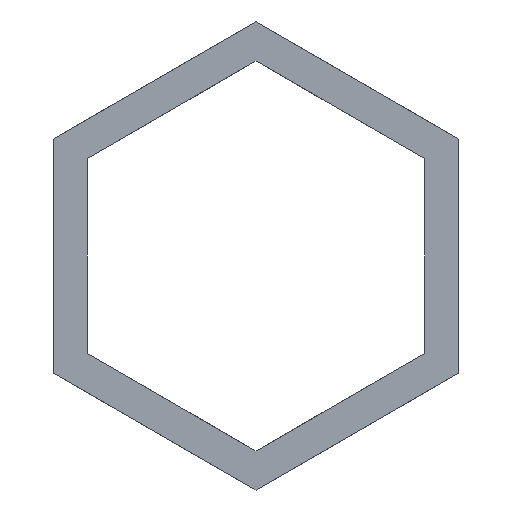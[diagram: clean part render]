
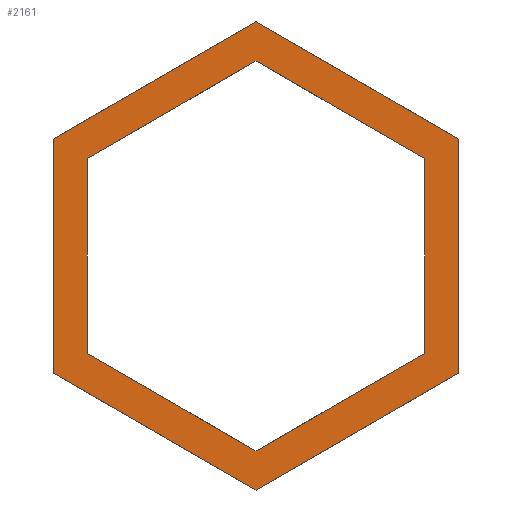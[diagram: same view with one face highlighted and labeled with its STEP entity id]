
A CAD part, left-side view. The second image highlights one B-rep face of the part: STEP entity #2161.
In plain terms, the highlighted planar face has unit normal (-1, 0, 0).
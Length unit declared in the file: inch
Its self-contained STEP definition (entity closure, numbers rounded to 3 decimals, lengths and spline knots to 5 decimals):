
#1432=DIRECTION('',(0.,-0.866,0.5));
#1433=VECTOR('',#1432,0.86614);
#1434=CARTESIAN_POINT('',(-13.61606,0.7501,
0.43307));
#1435=LINE('',#1434,#1433);
#1436=DIRECTION('',(0.,-0.866,-0.5));
#1437=VECTOR('',#1436,0.86614);
#1438=CARTESIAN_POINT('',(-13.61606,0.,
0.86614));
#1439=LINE('',#1438,#1437);
#1440=DIRECTION('',(0.,0.866,-0.5));
#1441=VECTOR('',#1440,0.86614);
#1442=CARTESIAN_POINT('',(-13.61606,-0.7501,
-0.43307));
#1443=LINE('',#1442,#1441);
#1444=DIRECTION('',(0.,0.866,0.5));
#1445=VECTOR('',#1444,0.86614);
#1446=CARTESIAN_POINT('',(-13.61606,0.,
-0.86614));
#1447=LINE('',#1446,#1445);
#1448=DIRECTION('',(0.,-0.866,-0.5));
#1449=VECTOR('',#1448,0.72165);
#1450=CARTESIAN_POINT('',(-13.61606,0.62497,
-0.36083));
#1451=LINE('',#1450,#1449);
#1452=DIRECTION('',(0.,-0.866,0.5));
#1453=VECTOR('',#1452,0.72165);
#1454=CARTESIAN_POINT('',(-13.61606,0.,
-0.72165));
#1455=LINE('',#1454,#1453);
#1456=DIRECTION('',(0.,0.866,0.5));
#1457=VECTOR('',#1456,0.72165);
#1458=CARTESIAN_POINT('',(-13.61606,-0.62497,
0.36083));
#1459=LINE('',#1458,#1457);
#1460=DIRECTION('',(0.,0.866,-0.5));
#1461=VECTOR('',#1460,0.72165);
#1462=CARTESIAN_POINT('',(-13.61606,0.,
0.72165));
#1463=LINE('',#1462,#1461);
#1472=DIRECTION('',(0.,0.,-1.));
#1473=VECTOR('',#1472,0.86614);
#1474=CARTESIAN_POINT('',(-13.61606,0.7501,
0.43307));
#1475=LINE('',#1474,#1473);
#1580=DIRECTION('',(0.,0.,1.));
#1581=VECTOR('',#1580,0.86614);
#1582=CARTESIAN_POINT('',(-13.61606,-0.7501,
-0.43307));
#1583=LINE('',#1582,#1581);
#1704=DIRECTION('',(0.,0.,-1.));
#1705=VECTOR('',#1704,0.72165);
#1706=CARTESIAN_POINT('',(-13.61606,-0.62497,
0.36083));
#1707=LINE('',#1706,#1705);
#1792=DIRECTION('',(0.,0.,1.));
#1793=VECTOR('',#1792,0.72165);
#1794=CARTESIAN_POINT('',(-13.61606,0.62497,
-0.36083));
#1795=LINE('',#1794,#1793);
#1968=CARTESIAN_POINT('',(-13.61606,0.7501,
0.43307));
#1969=CARTESIAN_POINT('',(-13.61606,0.7501,
-0.43307));
#1970=VERTEX_POINT('',#1968);
#1971=VERTEX_POINT('',#1969);
#1972=CARTESIAN_POINT('',(-13.61606,0.,
0.86614));
#1973=VERTEX_POINT('',#1972);
#1974=CARTESIAN_POINT('',(-13.61606,-0.7501,
0.43307));
#1975=VERTEX_POINT('',#1974);
#1976=CARTESIAN_POINT('',(-13.61606,-0.7501,
-0.43307));
#1977=VERTEX_POINT('',#1976);
#1978=CARTESIAN_POINT('',(-13.61606,0.,
-0.86614));
#1979=VERTEX_POINT('',#1978);
#1980=CARTESIAN_POINT('',(-13.61606,0.62497,
-0.36083));
#1981=CARTESIAN_POINT('',(-13.61606,0.,
-0.72165));
#1982=VERTEX_POINT('',#1980);
#1983=VERTEX_POINT('',#1981);
#1984=CARTESIAN_POINT('',(-13.61606,-0.62497,
-0.36083));
#1985=VERTEX_POINT('',#1984);
#1986=CARTESIAN_POINT('',(-13.61606,-0.62497,
0.36083));
#1987=VERTEX_POINT('',#1986);
#1988=CARTESIAN_POINT('',(-13.61606,0.,
0.72165));
#1989=VERTEX_POINT('',#1988);
#1990=CARTESIAN_POINT('',(-13.61606,0.62497,
0.36083));
#1991=VERTEX_POINT('',#1990);
#2128=CARTESIAN_POINT('',(-13.61606,0.,
0.));
#2129=DIRECTION('',(1.,0.,0.));
#2130=DIRECTION('',(0.,0.,1.));
#2131=AXIS2_PLACEMENT_3D('',#2128,#2129,#2130);
#2132=PLANE('',#2131);
#2134=ORIENTED_EDGE('',*,*,#2133,.F.);
#2136=ORIENTED_EDGE('',*,*,#2135,.T.);
#2138=ORIENTED_EDGE('',*,*,#2137,.T.);
#2140=ORIENTED_EDGE('',*,*,#2139,.F.);
#2142=ORIENTED_EDGE('',*,*,#2141,.T.);
#2144=ORIENTED_EDGE('',*,*,#2143,.T.);
#2145=EDGE_LOOP('',(#2134,#2136,#2138,#2140,#2142,#2144));
#2146=FACE_OUTER_BOUND('',#2145,.F.);
#2148=ORIENTED_EDGE('',*,*,#2147,.T.);
#2150=ORIENTED_EDGE('',*,*,#2149,.T.);
#2152=ORIENTED_EDGE('',*,*,#2151,.F.);
#2154=ORIENTED_EDGE('',*,*,#2153,.T.);
#2156=ORIENTED_EDGE('',*,*,#2155,.T.);
#2158=ORIENTED_EDGE('',*,*,#2157,.F.);
#2159=EDGE_LOOP('',(#2148,#2150,#2152,#2154,#2156,#2158));
#2160=FACE_BOUND('',#2159,.F.);
#2161=ADVANCED_FACE('',(#2146,#2160),#2132,.F.);
#2133=EDGE_CURVE('',#1970,#1971,#1475,.T.);
#2135=EDGE_CURVE('',#1970,#1973,#1435,.T.);
#2137=EDGE_CURVE('',#1973,#1975,#1439,.T.);
#2139=EDGE_CURVE('',#1977,#1975,#1583,.T.);
#2141=EDGE_CURVE('',#1977,#1979,#1443,.T.);
#2143=EDGE_CURVE('',#1979,#1971,#1447,.T.);
#2147=EDGE_CURVE('',#1982,#1983,#1451,.T.);
#2149=EDGE_CURVE('',#1983,#1985,#1455,.T.);
#2151=EDGE_CURVE('',#1987,#1985,#1707,.T.);
#2153=EDGE_CURVE('',#1987,#1989,#1459,.T.);
#2155=EDGE_CURVE('',#1989,#1991,#1463,.T.);
#2157=EDGE_CURVE('',#1982,#1991,#1795,.T.);
